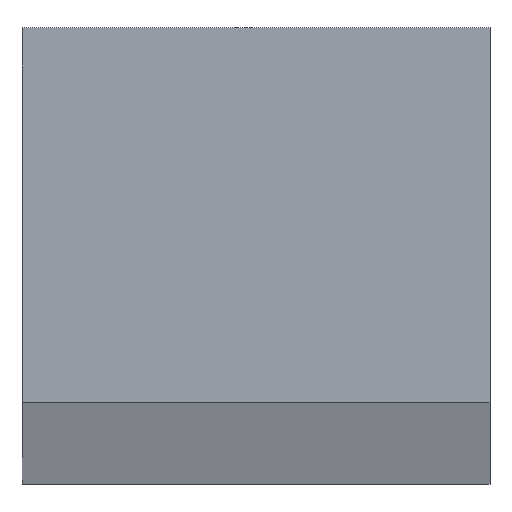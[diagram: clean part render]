
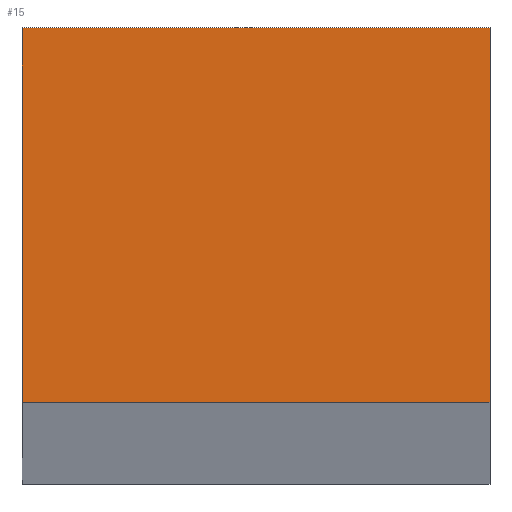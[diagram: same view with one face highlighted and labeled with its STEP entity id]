
A CAD part, top view. The second image highlights one B-rep face of the part: STEP entity #15.
In plain terms, the highlighted planar face has unit normal (0, 0, 1).
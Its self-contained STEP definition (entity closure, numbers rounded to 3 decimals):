
#5 = EDGE_CURVE ( 'NONE', #191, #182, #229, .T. ) ;
#13 = EDGE_CURVE ( 'NONE', #186, #191, #93, .T. ) ;
#14 = EDGE_CURVE ( 'NONE', #192, #186, #92, .T. ) ;
#15 = ADVANCED_FACE ( 'NONE', ( #91 ), #215, .T. ) ;
#36 = EDGE_CURVE ( 'NONE', #182, #192, #189, .T. ) ;
#58 = VECTOR ( 'NONE', #134, 1000. ) ;
#60 = AXIS2_PLACEMENT_3D ( 'NONE', #146, #104, #147 ) ;
#66 = VECTOR ( 'NONE', #222, 1000. ) ;
#79 = VECTOR ( 'NONE', #121, 1000. ) ;
#90 = VECTOR ( 'NONE', #163, 1000. ) ;
#91 = FACE_OUTER_BOUND ( 'NONE', #211, .T. ) ;
#92 = LINE ( 'NONE', #179, #79 ) ;
#93 = LINE ( 'NONE', #125, #90 ) ;
#104 = DIRECTION ( 'NONE',  ( 0., 0., 1. ) ) ;
#117 = CARTESIAN_POINT ( 'NONE',  ( -5., 4., 500. ) ) ;
#121 = DIRECTION ( 'NONE',  ( 0., -1., 0. ) ) ;
#124 = CARTESIAN_POINT ( 'NONE',  ( -5., -4., 500. ) ) ;
#125 = CARTESIAN_POINT ( 'NONE',  ( -5., -4., 500. ) ) ;
#134 = DIRECTION ( 'NONE',  ( -1., 0., 0. ) ) ;
#142 = ORIENTED_EDGE ( 'NONE', *, *, #5, .T. ) ;
#145 = ORIENTED_EDGE ( 'NONE', *, *, #36, .T. ) ;
#146 = CARTESIAN_POINT ( 'NONE',  ( 0., 0., 500. ) ) ;
#147 = DIRECTION ( 'NONE',  ( 1., 0., 0. ) ) ;
#163 = DIRECTION ( 'NONE',  ( 1., 0., 0. ) ) ;
#164 = ORIENTED_EDGE ( 'NONE', *, *, #14, .T. ) ;
#168 = ORIENTED_EDGE ( 'NONE', *, *, #13, .T. ) ;
#174 = CARTESIAN_POINT ( 'NONE',  ( 5., 4., 500. ) ) ;
#179 = CARTESIAN_POINT ( 'NONE',  ( -5., 4., 500. ) ) ;
#182 = VERTEX_POINT ( 'NONE', #174 ) ;
#186 = VERTEX_POINT ( 'NONE', #124 ) ;
#189 = LINE ( 'NONE', #117, #58 ) ;
#191 = VERTEX_POINT ( 'NONE', #197 ) ;
#192 = VERTEX_POINT ( 'NONE', #198 ) ;
#197 = CARTESIAN_POINT ( 'NONE',  ( 5., -4., 500. ) ) ;
#198 = CARTESIAN_POINT ( 'NONE',  ( -5., 4., 500. ) ) ;
#211 = EDGE_LOOP ( 'NONE', ( #164, #168, #142, #145 ) ) ;
#215 = PLANE ( 'NONE',  #60 ) ;
#216 = CARTESIAN_POINT ( 'NONE',  ( 5., 4., 500. ) ) ;
#222 = DIRECTION ( 'NONE',  ( 0., 1., 0. ) ) ;
#229 = LINE ( 'NONE', #216, #66 ) ;
